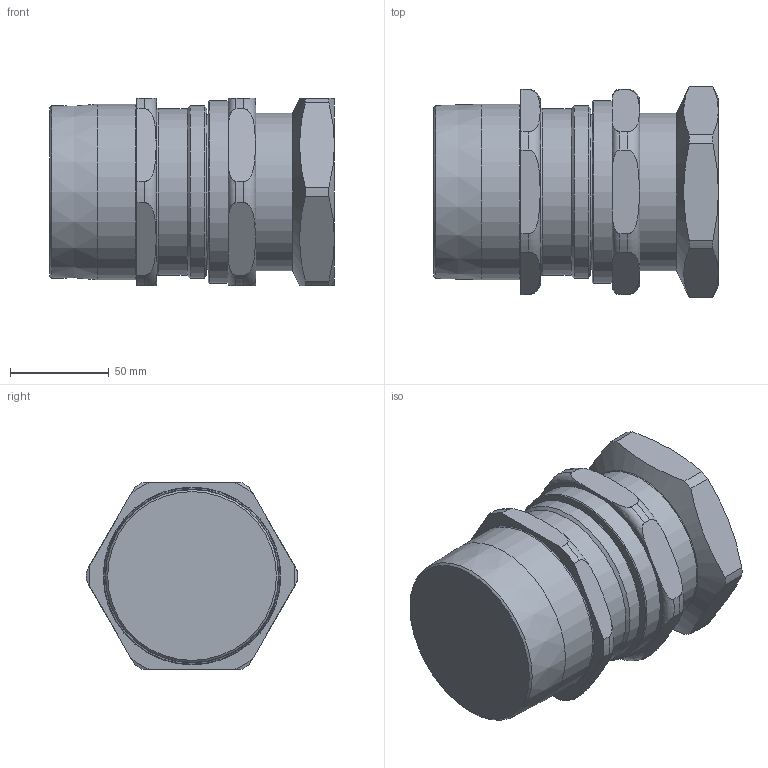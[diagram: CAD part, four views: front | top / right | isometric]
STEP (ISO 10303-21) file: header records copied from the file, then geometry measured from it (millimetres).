
FILE_DESCRIPTION(/* description */ (''),/* implementation_level */ '2;1');
FILE_NAME(/* name */ '114 F_3_NPT.stp',/* time_stamp */ '2021-04-20T23:23:03+06:00',/* author */ ('vinaykumark'),/* organization */ (''),/* preprocessor_version */ 'ST-DEVELOPER v18',/* originating_system */ 'Autodesk Inventor 2020',/* authorisation */ '');
FILE_SCHEMA (('AUTOMOTIVE_DESIGN { 1 0 10303 214 3 1 1 }'));
Length unit declared in the file: inch
Products named in the file (1): 114 F_3_NPT
Bounding box: 144.2 x 106.99 x 95 mm (x, y, z)
Volume: 963103.5 mm3; surface area: 118056.4 mm2
Topology: 5 solids, 5 shells, 98 faces, 269 edges, 186 vertices
Faces by surface type: plane 33, cylinder 29, torus 20, cone 16
Full cylindrical faces by diameter (mm): 68.3 x1, 76.8 x1, 77.55 x1, 78.25 x2, 79.8 x2, 84.4 x1, 87.312 x1, 88.9 x1, 92.15 x1
Entity records: 3956 total; most frequent: CARTESIAN_POINT 1236, DIRECTION 571, ORIENTED_EDGE 538, EDGE_CURVE 269, AXIS2_PLACEMENT_3D 251, VERTEX_POINT 186, CIRCLE 152, EDGE_LOOP 103
